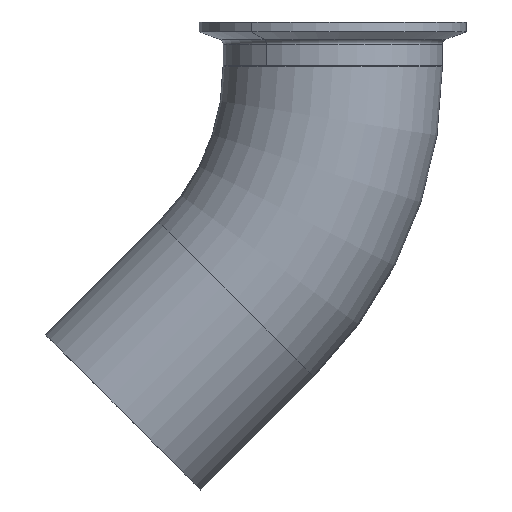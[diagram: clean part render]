
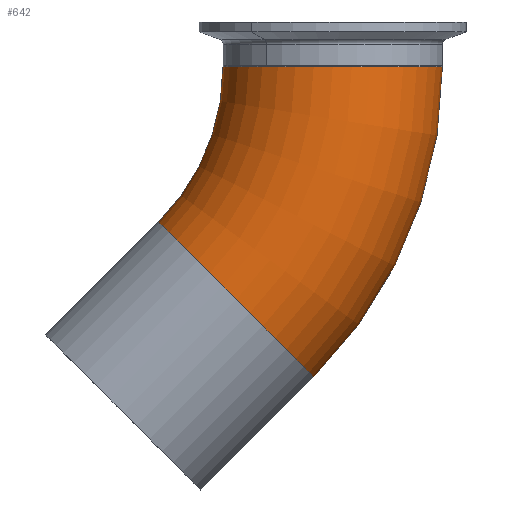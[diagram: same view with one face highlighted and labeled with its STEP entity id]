
A CAD part, front view. The second image highlights one B-rep face of the part: STEP entity #642.
In plain terms, the highlighted toroidal (fillet/blend) face has major radius 95.2 mm and minor radius 31.75 mm.
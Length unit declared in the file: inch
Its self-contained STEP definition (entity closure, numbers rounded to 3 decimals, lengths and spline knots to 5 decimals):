
#18 = CARTESIAN_POINT ( 'NONE',  ( 0., 0., 0. ) ) ;
#19 = TOROIDAL_SURFACE ( 'NONE', #522, 3.74803, 1.25 ) ;
#43 = DIRECTION ( 'NONE',  ( 0., 0., 1. ) ) ;
#82 = DIRECTION ( 'NONE',  ( -0.707, 0., -0.707 ) ) ;
#87 = ORIENTED_EDGE ( 'NONE', *, *, #1010, .F. ) ;
#94 = CIRCLE ( 'NONE', #296, 1.25 ) ;
#111 = DIRECTION ( 'NONE',  ( 0., 0., -1. ) ) ;
#155 = FACE_OUTER_BOUND ( 'NONE', #1055, .T. ) ;
#172 = CARTESIAN_POINT ( 'NONE',  ( 0., 0., 0. ) ) ;
#189 = ORIENTED_EDGE ( 'NONE', *, *, #275, .T. ) ;
#208 = EDGE_CURVE ( 'NONE', #340, #368, #392, .T. ) ;
#231 = CIRCLE ( 'NONE', #878, 4.99803 ) ;
#275 = EDGE_CURVE ( 'NONE', #581, #494, #231, .T. ) ;
#296 = AXIS2_PLACEMENT_3D ( 'NONE', #623, #82, #423 ) ;
#340 = VERTEX_POINT ( 'NONE', #745 ) ;
#349 = DIRECTION ( 'NONE',  ( 0., -1., 0. ) ) ;
#368 = VERTEX_POINT ( 'NONE', #690 ) ;
#381 = DIRECTION ( 'NONE',  ( 0., 0., -1. ) ) ;
#392 = CIRCLE ( 'NONE', #1152, 2.49803 ) ;
#417 = CARTESIAN_POINT ( 'NONE',  ( 3.53414, 0., -3.53414 ) ) ;
#423 = DIRECTION ( 'NONE',  ( -0.707, 0., 0.707 ) ) ;
#444 = ORIENTED_EDGE ( 'NONE', *, *, #456, .F. ) ;
#456 = EDGE_CURVE ( 'NONE', #368, #494, #640, .T. ) ;
#494 = VERTEX_POINT ( 'NONE', #872 ) ;
#522 = AXIS2_PLACEMENT_3D ( 'NONE', #172, #349, #1176 ) ;
#581 = VERTEX_POINT ( 'NONE', #417 ) ;
#591 = CARTESIAN_POINT ( 'NONE',  ( 3.74803, 0., 0. ) ) ;
#623 = CARTESIAN_POINT ( 'NONE',  ( 2.65026, 0., -2.65026 ) ) ;
#640 = CIRCLE ( 'NONE', #954, 1.25 ) ;
#642 = ADVANCED_FACE ( 'NONE', ( #155 ), #19, .T. ) ;
#657 = DIRECTION ( 'NONE',  ( 0., -1., 0. ) ) ;
#662 = CARTESIAN_POINT ( 'NONE',  ( 0., 0., 0. ) ) ;
#684 = ORIENTED_EDGE ( 'NONE', *, *, #208, .F. ) ;
#690 = CARTESIAN_POINT ( 'NONE',  ( 2.49803, 0., 0. ) ) ;
#745 = CARTESIAN_POINT ( 'NONE',  ( 1.76638, 0., -1.76638 ) ) ;
#834 = DIRECTION ( 'NONE',  ( 0., -1., 0. ) ) ;
#872 = CARTESIAN_POINT ( 'NONE',  ( 4.99803, 0., 0. ) ) ;
#877 = DIRECTION ( 'NONE',  ( 1., 0., 0. ) ) ;
#878 = AXIS2_PLACEMENT_3D ( 'NONE', #662, #657, #381 ) ;
#954 = AXIS2_PLACEMENT_3D ( 'NONE', #591, #43, #877 ) ;
#1010 = EDGE_CURVE ( 'NONE', #581, #340, #94, .T. ) ;
#1055 = EDGE_LOOP ( 'NONE', ( #87, #189, #444, #684 ) ) ;
#1152 = AXIS2_PLACEMENT_3D ( 'NONE', #18, #834, #111 ) ;
#1176 = DIRECTION ( 'NONE',  ( 0., 0., -1. ) ) ;
